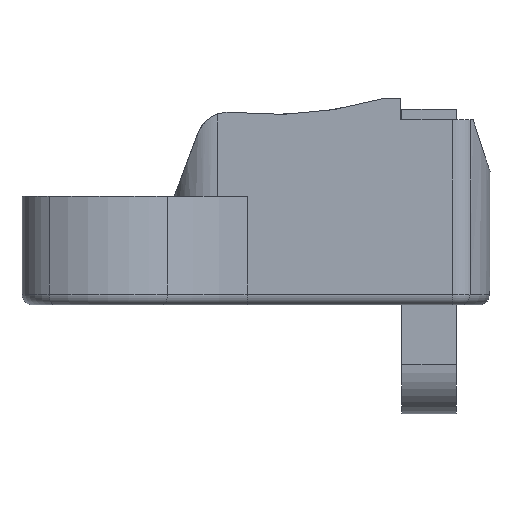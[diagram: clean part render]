
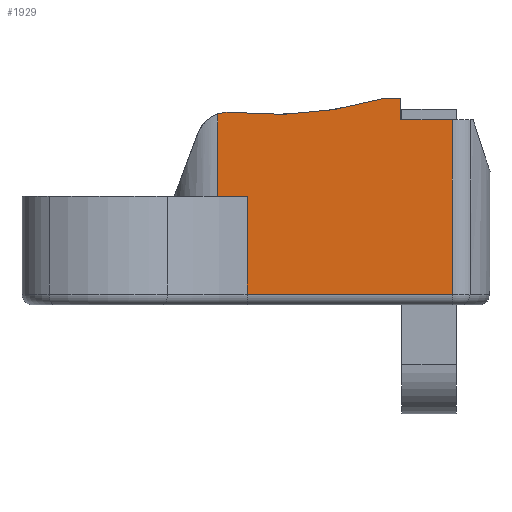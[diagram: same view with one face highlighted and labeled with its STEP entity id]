
A CAD part, front view. The second image highlights one B-rep face of the part: STEP entity #1929.
In plain terms, the highlighted planar face has unit normal (0, -1, 0).
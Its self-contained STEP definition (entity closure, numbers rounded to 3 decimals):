
#345=DIRECTION('',(0.,0.,-1.));
#346=VECTOR('',#345,7.548);
#347=CARTESIAN_POINT('',(4.,-6.7,17.548));
#348=LINE('',#347,#346);
#352=CARTESIAN_POINT('',(4.969,-6.7,14.709));
#353=DIRECTION('',(0.,1.,0.));
#354=DIRECTION('',(-0.323,0.,0.946));
#355=AXIS2_PLACEMENT_3D('',#352,#353,#354);
#360=CARTESIAN_POINT('',(9.,-6.7,53.5));
#361=DIRECTION('',(0.,1.,0.));
#362=DIRECTION('',(0.286,0.,-0.958));
#363=AXIS2_PLACEMENT_3D('',#360,#361,#362);
#368=DIRECTION('',(0.,0.,-1.));
#369=VECTOR('',#368,2.);
#370=CARTESIAN_POINT('',(20.8,-6.7,19.));
#371=LINE('',#370,#369);
#375=DIRECTION('',(-1.,0.,0.));
#376=VECTOR('',#375,4.726);
#377=CARTESIAN_POINT('',(25.526,-6.7,17.));
#378=LINE('',#377,#376);
#390=DIRECTION('',(1.,0.,0.));
#391=VECTOR('',#390,2.677);
#392=CARTESIAN_POINT('',(4.,-6.7,10.));
#393=LINE('',#392,#391);
#760=DIRECTION('',(-1.,0.,0.));
#761=VECTOR('',#760,18.848);
#762=CARTESIAN_POINT('',(25.526,-6.7,1.));
#763=LINE('',#762,#761);
#976=DIRECTION('',(0.,0.,1.));
#977=VECTOR('',#976,9.);
#978=CARTESIAN_POINT('',(6.677,-6.7,1.));
#979=LINE('',#978,#977);
#983=DIRECTION('',(0.,0.,-1.));
#984=VECTOR('',#983,16.);
#985=CARTESIAN_POINT('',(25.526,-6.7,17.));
#986=LINE('',#985,#984);
#1038=DIRECTION('',(1.,0.,0.));
#1039=VECTOR('',#1038,1.517);
#1040=CARTESIAN_POINT('',(19.283,-6.7,19.));
#1041=LINE('',#1040,#1039);
#1561=CARTESIAN_POINT('',(19.283,-6.7,19.));
#1563=VERTEX_POINT('',#1561);
#1565=CARTESIAN_POINT('',(5.279,-6.7,17.693));
#1566=VERTEX_POINT('',#1565);
#1597=CARTESIAN_POINT('',(20.8,-6.7,19.));
#1599=VERTEX_POINT('',#1597);
#1601=CARTESIAN_POINT('',(20.8,-6.7,17.));
#1602=VERTEX_POINT('',#1601);
#1603=CARTESIAN_POINT('',(25.526,-6.7,17.));
#1604=VERTEX_POINT('',#1603);
#1673=CARTESIAN_POINT('',(6.677,-6.7,10.));
#1674=VERTEX_POINT('',#1673);
#1689=CARTESIAN_POINT('',(25.526,-6.7,1.));
#1690=VERTEX_POINT('',#1689);
#1693=CARTESIAN_POINT('',(6.677,-6.7,1.));
#1694=VERTEX_POINT('',#1693);
#1759=CARTESIAN_POINT('',(4.,-6.7,17.548));
#1760=CARTESIAN_POINT('',(4.,-6.7,10.));
#1761=VERTEX_POINT('',#1759);
#1762=VERTEX_POINT('',#1760);
#1904=CARTESIAN_POINT('',(0.,-6.7,0.));
#1905=DIRECTION('',(0.,-1.,0.));
#1906=DIRECTION('',(1.,0.,0.));
#1907=AXIS2_PLACEMENT_3D('',#1904,#1905,#1906);
#1908=PLANE('',#1907);
#1910=ORIENTED_EDGE('',*,*,#1909,.F.);
#1912=ORIENTED_EDGE('',*,*,#1911,.T.);
#1914=ORIENTED_EDGE('',*,*,#1913,.F.);
#1916=ORIENTED_EDGE('',*,*,#1915,.T.);
#1917=ORIENTED_EDGE('',*,*,#1838,.T.);
#1918=ORIENTED_EDGE('',*,*,#1880,.F.);
#1920=ORIENTED_EDGE('',*,*,#1919,.T.);
#1922=ORIENTED_EDGE('',*,*,#1921,.T.);
#1924=ORIENTED_EDGE('',*,*,#1923,.T.);
#1926=ORIENTED_EDGE('',*,*,#1925,.F.);
#1927=EDGE_LOOP('',(#1910,#1912,#1914,#1916,#1917,#1918,#1920,#1922,#1924,
#1926));
#1928=FACE_OUTER_BOUND('',#1927,.F.);
#1929=ADVANCED_FACE('',(#1928),#1908,.T.);
#356=CIRCLE('',#355,3.);
#364=CIRCLE('',#363,36.);
#1838=EDGE_CURVE('',#1599,#1602,#371,.T.);
#1880=EDGE_CURVE('',#1604,#1602,#378,.T.);
#1909=EDGE_CURVE('',#1761,#1762,#348,.T.);
#1911=EDGE_CURVE('',#1761,#1566,#356,.T.);
#1913=EDGE_CURVE('',#1563,#1566,#364,.T.);
#1915=EDGE_CURVE('',#1563,#1599,#1041,.T.);
#1919=EDGE_CURVE('',#1604,#1690,#986,.T.);
#1921=EDGE_CURVE('',#1690,#1694,#763,.T.);
#1923=EDGE_CURVE('',#1694,#1674,#979,.T.);
#1925=EDGE_CURVE('',#1762,#1674,#393,.T.);
